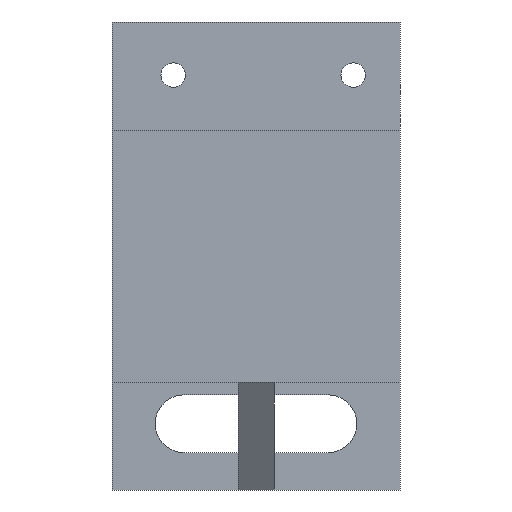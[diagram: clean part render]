
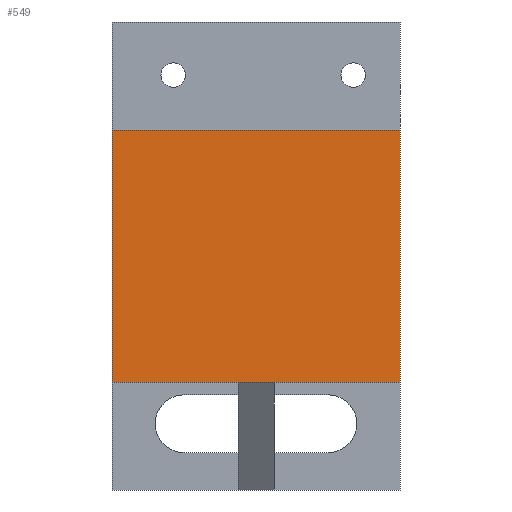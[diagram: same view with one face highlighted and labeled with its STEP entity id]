
A CAD part, front view. The second image highlights one B-rep face of the part: STEP entity #549.
In plain terms, the highlighted planar face has unit normal (0, -1, 0).
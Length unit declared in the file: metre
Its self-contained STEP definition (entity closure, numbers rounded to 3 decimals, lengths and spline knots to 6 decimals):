
#41=ORIENTED_EDGE('',*,*,#197,.F.);
#42=ORIENTED_EDGE('',*,*,#198,.F.);
#43=ORIENTED_EDGE('',*,*,#199,.F.);
#44=ORIENTED_EDGE('',*,*,#200,.T.);
#45=ORIENTED_EDGE('',*,*,#201,.T.);
#46=ORIENTED_EDGE('',*,*,#202,.F.);
#197=EDGE_CURVE('',#264,#274,#327,.T.);
#198=EDGE_CURVE('',#275,#264,#328,.T.);
#199=EDGE_CURVE('',#276,#275,#329,.T.);
#200=EDGE_CURVE('',#276,#277,#330,.T.);
#201=EDGE_CURVE('',#277,#278,#331,.T.);
#202=EDGE_CURVE('',#274,#278,#332,.T.);
#264=VERTEX_POINT('',#782);
#274=VERTEX_POINT('',#806);
#275=VERTEX_POINT('',#808);
#276=VERTEX_POINT('',#810);
#277=VERTEX_POINT('',#812);
#278=VERTEX_POINT('',#814);
#327=LINE('',#805,#397);
#328=LINE('',#807,#398);
#329=LINE('',#809,#399);
#330=LINE('',#811,#400);
#331=LINE('',#813,#401);
#332=LINE('',#815,#402);
#397=VECTOR('',#650,1.);
#398=VECTOR('',#651,1.);
#399=VECTOR('',#652,1.);
#400=VECTOR('',#653,1.);
#401=VECTOR('',#654,1.);
#402=VECTOR('',#655,1.);
#453=EDGE_LOOP('',(#41,#42,#43,#44,#45,#46));
#489=FACE_BOUND('',#453,.T.);
#525=PLANE('',#590);
#549=ADVANCED_FACE('',(#489),#525,.T.);
#590=AXIS2_PLACEMENT_3D('',#804,#648,#649);
#648=DIRECTION('',(0.,-1.,0.));
#649=DIRECTION('',(1.,0.,0.));
#650=DIRECTION('',(-1.,0.,0.));
#651=DIRECTION('',(-1.,0.,0.));
#652=DIRECTION('',(-1.,0.,0.));
#653=DIRECTION('',(0.,0.,1.));
#654=DIRECTION('',(-1.,0.,0.));
#655=DIRECTION('',(0.,0.,1.));
#782=CARTESIAN_POINT('',(-0.0025,-0.053,-0.005));
#804=CARTESIAN_POINT('',(0.,-0.053,0.));
#805=CARTESIAN_POINT('',(0.,-0.053,-0.005));
#806=CARTESIAN_POINT('',(-0.02,-0.053,-0.005));
#807=CARTESIAN_POINT('',(0.0225,-0.053,-0.005));
#808=CARTESIAN_POINT('',(0.0025,-0.053,-0.005));
#809=CARTESIAN_POINT('',(0.,-0.053,-0.005));
#810=CARTESIAN_POINT('',(0.02,-0.053,-0.005));
#811=CARTESIAN_POINT('',(0.02,-0.053,0.));
#812=CARTESIAN_POINT('',(0.02,-0.053,0.03));
#813=CARTESIAN_POINT('',(0.,-0.053,0.03));
#814=CARTESIAN_POINT('',(-0.02,-0.053,0.03));
#815=CARTESIAN_POINT('',(-0.02,-0.053,0.));
